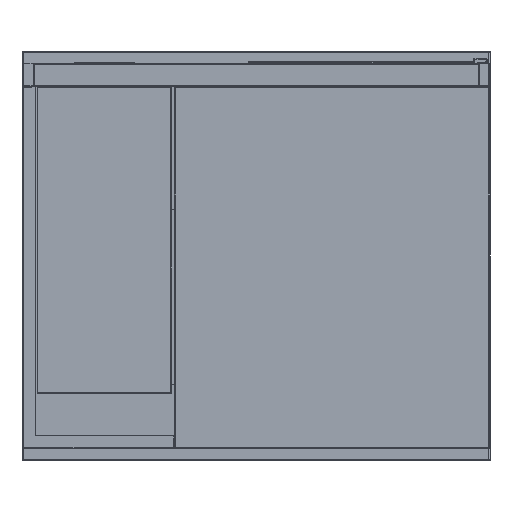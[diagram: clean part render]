
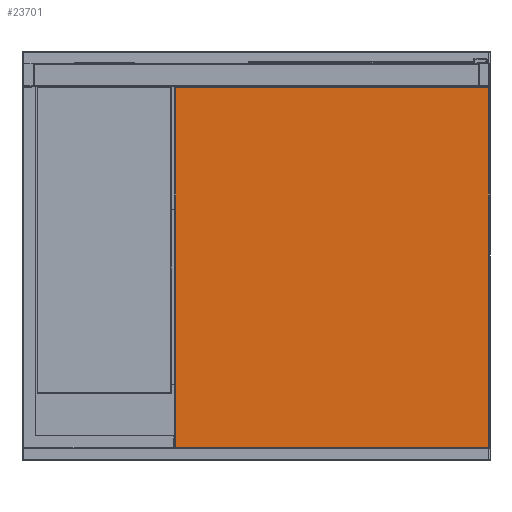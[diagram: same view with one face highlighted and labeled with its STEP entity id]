
A CAD part, front view. The second image highlights one B-rep face of the part: STEP entity #23701.
In plain terms, the highlighted planar face has unit normal (0, -1, 0).
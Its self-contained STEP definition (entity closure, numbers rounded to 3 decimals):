
#305 = CARTESIAN_POINT ( 'NONE',  ( -268., -350., -658. ) ) ;
#576 = LINE ( 'NONE', #26967, #14898 ) ;
#1073 = CARTESIAN_POINT ( 'NONE',  ( 268., -350., -42. ) ) ;
#1633 = DIRECTION ( 'NONE',  ( 0., 0., -1. ) ) ;
#1934 = AXIS2_PLACEMENT_3D ( 'NONE', #23822, #23636, #7724 ) ;
#2425 = DIRECTION ( 'NONE',  ( 0., 0., 1. ) ) ;
#7439 = CARTESIAN_POINT ( 'NONE',  ( -268., -350., -42. ) ) ;
#7724 = DIRECTION ( 'NONE',  ( 0., 0., -1. ) ) ;
#8070 = FACE_OUTER_BOUND ( 'NONE', #11443, .T. ) ;
#8754 = ORIENTED_EDGE ( 'NONE', *, *, #9410, .T. ) ;
#9299 = VECTOR ( 'NONE', #32752, 1000. ) ;
#9410 = EDGE_CURVE ( 'NONE', #17998, #10346, #27331, .T. ) ;
#9843 = CARTESIAN_POINT ( 'NONE',  ( -268., -350., -660. ) ) ;
#10346 = VERTEX_POINT ( 'NONE', #7439 ) ;
#10624 = CARTESIAN_POINT ( 'NONE',  ( 268., -350., -658. ) ) ;
#10885 = DIRECTION ( 'NONE',  ( 1., 0., 0. ) ) ;
#10986 = CARTESIAN_POINT ( 'NONE',  ( 268., -350., -660. ) ) ;
#11439 = ORIENTED_EDGE ( 'NONE', *, *, #27342, .T. ) ;
#11443 = EDGE_LOOP ( 'NONE', ( #8754, #19923, #11439, #31537 ) ) ;
#14005 = VERTEX_POINT ( 'NONE', #10624 ) ;
#14898 = VECTOR ( 'NONE', #10885, 1000. ) ;
#17535 = LINE ( 'NONE', #9843, #20346 ) ;
#17998 = VERTEX_POINT ( 'NONE', #1073 ) ;
#19923 = ORIENTED_EDGE ( 'NONE', *, *, #24845, .T. ) ;
#20346 = VECTOR ( 'NONE', #1633, 1000. ) ;
#20743 = EDGE_CURVE ( 'NONE', #14005, #17998, #26377, .T. ) ;
#21379 = VECTOR ( 'NONE', #2425, 1000. ) ;
#22747 = VERTEX_POINT ( 'NONE', #305 ) ;
#23636 = DIRECTION ( 'NONE',  ( 0., -1., 0. ) ) ;
#23701 = ADVANCED_FACE ( 'Fl�che8', ( #8070 ), #26799, .T. ) ;
#23822 = CARTESIAN_POINT ( 'NONE',  ( -270., -350., -660. ) ) ;
#24708 = CARTESIAN_POINT ( 'NONE',  ( -270., -350., -42. ) ) ;
#24845 = EDGE_CURVE ( 'NONE', #10346, #22747, #17535, .T. ) ;
#26377 = LINE ( 'NONE', #10986, #21379 ) ;
#26799 = PLANE ( 'NONE',  #1934 ) ;
#26967 = CARTESIAN_POINT ( 'NONE',  ( -270., -350., -658. ) ) ;
#27331 = LINE ( 'NONE', #24708, #9299 ) ;
#27342 = EDGE_CURVE ( 'NONE', #22747, #14005, #576, .T. ) ;
#31537 = ORIENTED_EDGE ( 'NONE', *, *, #20743, .T. ) ;
#32752 = DIRECTION ( 'NONE',  ( -1., 0., 0. ) ) ;
